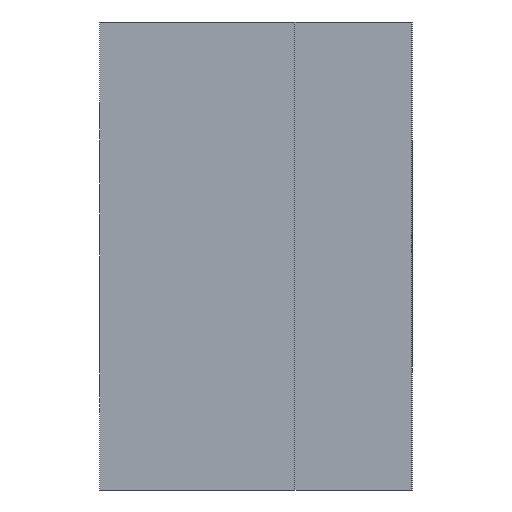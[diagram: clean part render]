
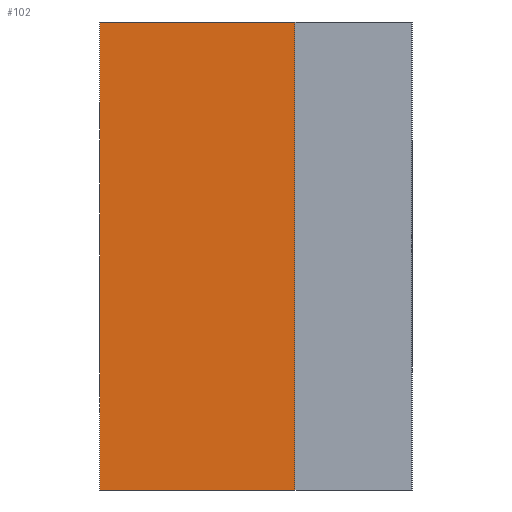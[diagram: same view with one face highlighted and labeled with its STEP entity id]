
A CAD part, left-side view. The second image highlights one B-rep face of the part: STEP entity #102.
In plain terms, the highlighted planar face has unit normal (-1, 0, 0).
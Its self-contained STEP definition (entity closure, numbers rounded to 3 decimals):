
#102=ADVANCED_FACE('',(#204),#205,.F.);
#204=FACE_OUTER_BOUND('',#303,.T.);
#205=PLANE('',#304);
#303=EDGE_LOOP('',(#533,#534,#535,#536));
#304=AXIS2_PLACEMENT_3D('',#537,#538,#539);
#533=ORIENTED_EDGE('',*,*,#647,.T.);
#534=ORIENTED_EDGE('',*,*,#660,.F.);
#535=ORIENTED_EDGE('',*,*,#662,.T.);
#536=ORIENTED_EDGE('',*,*,#654,.F.);
#537=CARTESIAN_POINT('',(0.0,4.0,0.0));
#538=DIRECTION('',(1.0,0.0,0.0));
#539=DIRECTION('',(0.0,0.0,-1.0));
#647=EDGE_CURVE('',#782,#780,#783,.T.);
#654=EDGE_CURVE('',#782,#792,#793,.T.);
#660=EDGE_CURVE('',#800,#780,#802,.T.);
#662=EDGE_CURVE('',#800,#792,#804,.T.);
#780=VERTEX_POINT('',#950);
#782=VERTEX_POINT('',#953);
#783=LINE('',#954,#955);
#792=VERTEX_POINT('',#968);
#793=LINE('',#969,#970);
#800=VERTEX_POINT('',#980);
#802=LINE('',#983,#984);
#804=LINE('',#986,#987);
#950=CARTESIAN_POINT('',(0.0,3.0,6.0));
#953=CARTESIAN_POINT('',(0.0,3.0,-6.0));
#954=CARTESIAN_POINT('',(0.0,3.0,0.0));
#955=VECTOR('',#1105,1.0);
#968=CARTESIAN_POINT('',(0.0,8.0,-6.0));
#969=CARTESIAN_POINT('',(0.0,4.0,-6.0));
#970=VECTOR('',#1110,1.0);
#980=CARTESIAN_POINT('',(0.0,8.0,6.0));
#983=CARTESIAN_POINT('',(0.0,4.0,6.0));
#984=VECTOR('',#1115,1.0);
#986=CARTESIAN_POINT('',(0.0,8.0,0.0));
#987=VECTOR('',#1116,1.0);
#1105=DIRECTION('',(-0.0,0.0,1.0));
#1110=DIRECTION('',(0.0,1.0,0.0));
#1115=DIRECTION('',(0.0,-1.0,0.0));
#1116=DIRECTION('',(0.0,0.0,-1.0));
